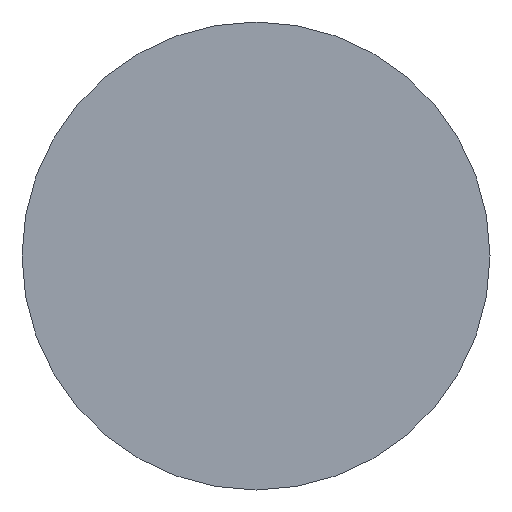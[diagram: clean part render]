
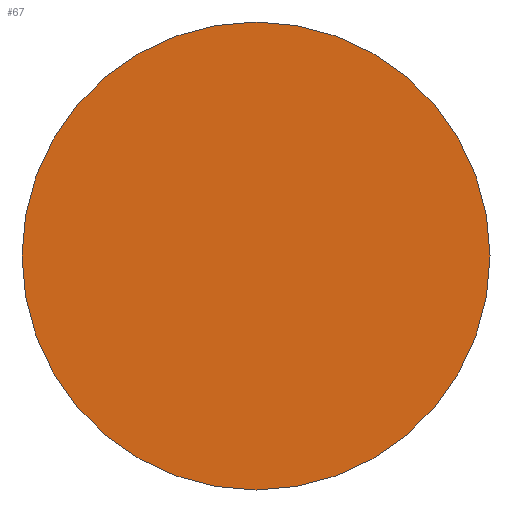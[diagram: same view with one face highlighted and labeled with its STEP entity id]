
A CAD part, left-side view. The second image highlights one B-rep face of the part: STEP entity #67.
In plain terms, the highlighted planar face has unit normal (-1, 0, 0).
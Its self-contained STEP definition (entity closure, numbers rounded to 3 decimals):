
#8 = CARTESIAN_POINT ( 'NONE',  ( 0., 0., 0. ) ) ;
#19 = CARTESIAN_POINT ( 'NONE',  ( 0., -1.015, 0. ) ) ;
#28 = AXIS2_PLACEMENT_3D ( 'NONE', #208, #244, #239 ) ;
#33 = AXIS2_PLACEMENT_3D ( 'NONE', #121, #229, #258 ) ;
#37 = EDGE_LOOP ( 'NONE', ( #218, #136 ) ) ;
#43 = CIRCLE ( 'NONE', #28, 1.015 ) ;
#67 = ADVANCED_FACE ( 'NONE', ( #364 ), #256, .F. ) ;
#75 = VERTEX_POINT ( 'NONE', #19 ) ;
#121 = CARTESIAN_POINT ( 'NONE',  ( 0., 0., 0. ) ) ;
#128 = DIRECTION ( 'NONE',  ( 0., 1., 0. ) ) ;
#134 = EDGE_CURVE ( 'NONE', #173, #75, #312, .T. ) ;
#136 = ORIENTED_EDGE ( 'NONE', *, *, #190, .F. ) ;
#150 = CARTESIAN_POINT ( 'NONE',  ( 0., 1.015, 0. ) ) ;
#173 = VERTEX_POINT ( 'NONE', #150 ) ;
#190 = EDGE_CURVE ( 'NONE', #75, #173, #43, .T. ) ;
#208 = CARTESIAN_POINT ( 'NONE',  ( 0., 0., 0. ) ) ;
#218 = ORIENTED_EDGE ( 'NONE', *, *, #134, .F. ) ;
#229 = DIRECTION ( 'NONE',  ( 1., 0., 0. ) ) ;
#239 = DIRECTION ( 'NONE',  ( 0., 1., 0. ) ) ;
#244 = DIRECTION ( 'NONE',  ( 1., 0., 0. ) ) ;
#256 = PLANE ( 'NONE',  #33 ) ;
#258 = DIRECTION ( 'NONE',  ( 0., 1., 0. ) ) ;
#263 = AXIS2_PLACEMENT_3D ( 'NONE', #8, #325, #128 ) ;
#312 = CIRCLE ( 'NONE', #263, 1.015 ) ;
#325 = DIRECTION ( 'NONE',  ( 1., 0., 0. ) ) ;
#364 = FACE_OUTER_BOUND ( 'NONE', #37, .T. ) ;
